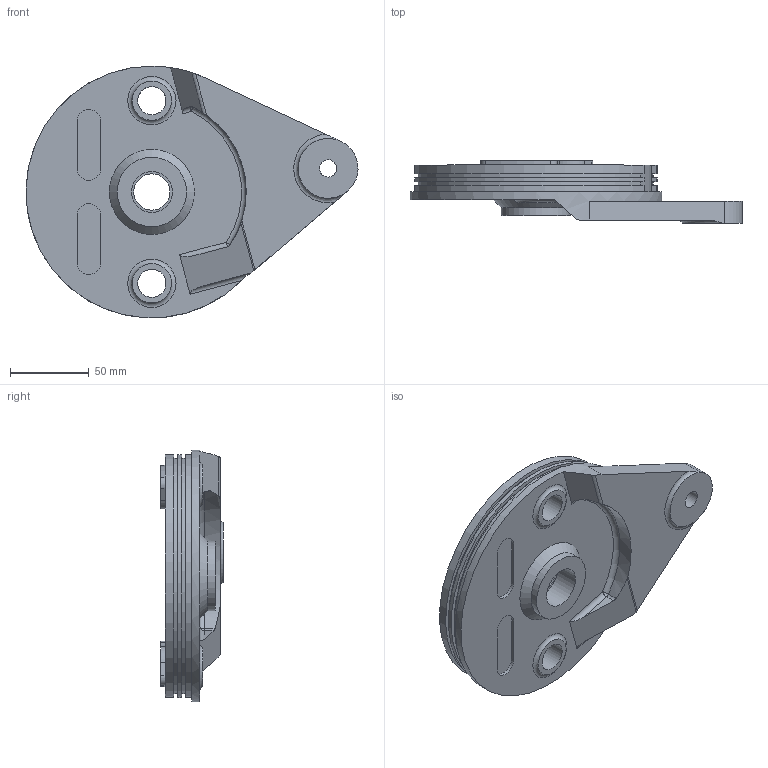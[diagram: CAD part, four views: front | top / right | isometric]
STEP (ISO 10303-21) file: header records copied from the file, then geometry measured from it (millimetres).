
FILE_DESCRIPTION(/* description */ ('Unknown'),/* implementation_level */ '2;1');
FILE_NAME(/* name */ 'support frein tambour Damien',/* time_stamp */ '2020-06-11T12:50:24+02:00',/* author */ ('M.J.'),/* organization */ ('SASSARO'),/* preprocessor_version */ 'ST-DEVELOPER v16.7',/* originating_system */ 'Solid Edge',/* authorisation */ 'Unknown');
FILE_SCHEMA (('AUTOMOTIVE_DESIGN {1 0 10303 214 3 1 1}'));
Length unit declared in the file: millimetre
Products named in the file (1): support frein tambour Damien
Bounding box: 210.99 x 39.75 x 160 mm (x, y, z)
Volume: 382315.2 mm3; surface area: 79750 mm2
Topology: 1 solids, 1 shells, 121 faces, 298 edges, 190 vertices
Faces by surface type: cylinder 56, plane 41, torus 19, cone 3, sphere 2
Full cylindrical faces by diameter (mm): 4.917 x4, 11 x1, 18 x2, 22 x2, 23 x1, 26 x1, 44 x1, 55.5 x1, 61.5 x1, 160 x1
Entity records: 4290 total; most frequent: DIRECTION 645, CARTESIAN_POINT 595, ORIENTED_EDGE 522, AXIS2_PLACEMENT_3D 270, EDGE_CURVE 261, VERTEX_POINT 180, FACE_BOUND 167, EDGE_LOOP 165
